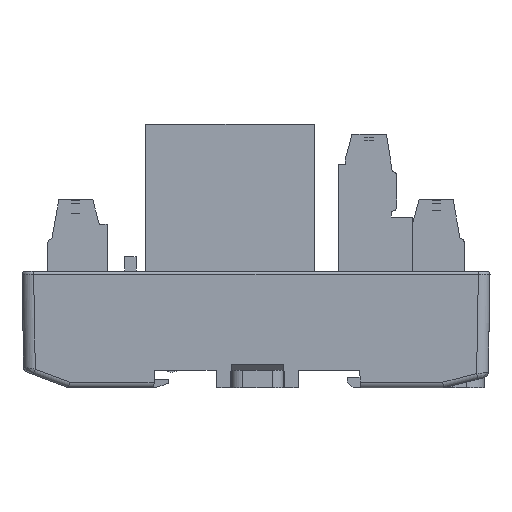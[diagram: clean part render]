
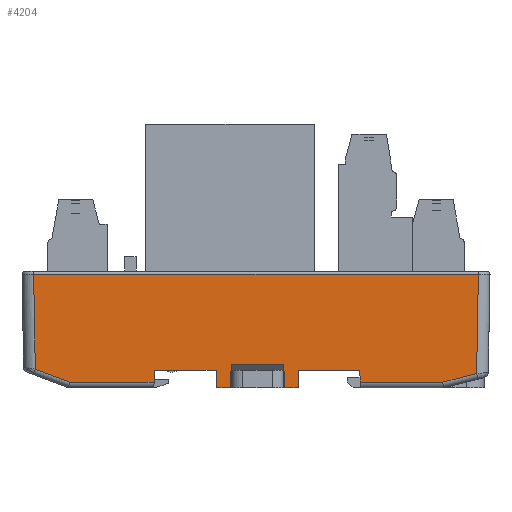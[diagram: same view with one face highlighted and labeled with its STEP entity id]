
A CAD part, front view. The second image highlights one B-rep face of the part: STEP entity #4204.
In plain terms, the highlighted planar face has unit normal (0, -1, -0.018).
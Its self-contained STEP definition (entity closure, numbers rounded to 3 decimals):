
#2130=FACE_OUTER_BOUND('',#17743,.T.);
#4204=ADVANCED_FACE('',(#2130),#6394,.T.);
#6394=PLANE('',#41565);
#8787=LINE('',#54811,#12982);
#8795=LINE('',#54831,#12990);
#8870=LINE('',#55002,#13065);
#9008=LINE('',#55335,#13203);
#9011=LINE('',#55341,#13206);
#9016=LINE('',#55353,#13211);
#9019=LINE('',#55358,#13214);
#9028=LINE('',#55378,#13223);
#9034=LINE('',#55389,#13229);
#9038=LINE('',#55404,#13233);
#9041=LINE('',#55454,#13236);
#9064=LINE('',#55518,#13259);
#9066=LINE('',#55526,#13261);
#9073=LINE('',#55542,#13268);
#9079=LINE('',#55554,#13274);
#9080=LINE('',#55558,#13275);
#9081=LINE('',#55560,#13276);
#9082=LINE('',#55561,#13277);
#12982=VECTOR('',#44513,1.);
#12990=VECTOR('',#44525,1.);
#13065=VECTOR('',#44632,1.);
#13203=VECTOR('',#44952,1.);
#13206=VECTOR('',#44957,1.);
#13211=VECTOR('',#44970,1.);
#13214=VECTOR('',#44977,1.);
#13223=VECTOR('',#44994,1.);
#13229=VECTOR('',#45002,1.);
#13233=VECTOR('',#45012,1.);
#13236=VECTOR('',#45035,1.);
#13259=VECTOR('',#45082,1.);
#13261=VECTOR('',#45092,1.);
#13268=VECTOR('',#45109,1.);
#13274=VECTOR('',#45123,1.);
#13275=VECTOR('',#45130,1.);
#13276=VECTOR('',#45131,1.);
#13277=VECTOR('',#45132,1.);
#17743=EDGE_LOOP('',(#21000,#21001,#21002,#21003,#21004,#21005,#21006,#21007,
#21008,#21009,#21010,#21011,#21012,#21013,#21014,#21015,#21016,#21017));
#21000=ORIENTED_EDGE('',*,*,#35684,.T.);
#21001=ORIENTED_EDGE('',*,*,#35693,.F.);
#21002=ORIENTED_EDGE('',*,*,#35687,.T.);
#21003=ORIENTED_EDGE('',*,*,#35426,.F.);
#21004=ORIENTED_EDGE('',*,*,#35728,.F.);
#21005=ORIENTED_EDGE('',*,*,#35761,.T.);
#21006=ORIENTED_EDGE('',*,*,#35784,.T.);
#21007=ORIENTED_EDGE('',*,*,#35785,.T.);
#21008=ORIENTED_EDGE('',*,*,#35520,.T.);
#21009=ORIENTED_EDGE('',*,*,#35717,.T.);
#21010=ORIENTED_EDGE('',*,*,#35765,.T.);
#21011=ORIENTED_EDGE('',*,*,#35782,.T.);
#21012=ORIENTED_EDGE('',*,*,#35775,.F.);
#21013=ORIENTED_EDGE('',*,*,#35436,.F.);
#21014=ORIENTED_EDGE('',*,*,#35696,.F.);
#21015=ORIENTED_EDGE('',*,*,#35712,.F.);
#21016=ORIENTED_EDGE('',*,*,#35706,.T.);
#21017=ORIENTED_EDGE('',*,*,#35786,.T.);
#31647=VERTEX_POINT('',#54810);
#31648=VERTEX_POINT('',#54812);
#31657=VERTEX_POINT('',#54830);
#31658=VERTEX_POINT('',#54832);
#31737=VERTEX_POINT('',#55001);
#31738=VERTEX_POINT('',#55003);
#31841=VERTEX_POINT('',#55334);
#31842=VERTEX_POINT('',#55336);
#31844=VERTEX_POINT('',#55342);
#31847=VERTEX_POINT('',#55359);
#31853=VERTEX_POINT('',#55377);
#31854=VERTEX_POINT('',#55379);
#31859=VERTEX_POINT('',#55403);
#31866=VERTEX_POINT('',#55453);
#31895=VERTEX_POINT('',#55517);
#31898=VERTEX_POINT('',#55527);
#31902=VERTEX_POINT('',#55543);
#31904=VERTEX_POINT('',#55559);
#35426=EDGE_CURVE('',#31647,#31648,#8787,.T.);
#35436=EDGE_CURVE('',#31657,#31658,#8795,.T.);
#35520=EDGE_CURVE('',#31738,#31737,#8870,.T.);
#35684=EDGE_CURVE('',#31842,#31841,#9008,.T.);
#35687=EDGE_CURVE('',#31844,#31648,#9011,.T.);
#35693=EDGE_CURVE('',#31844,#31841,#9016,.T.);
#35696=EDGE_CURVE('',#31847,#31657,#9019,.T.);
#35706=EDGE_CURVE('',#31854,#31853,#9028,.T.);
#35712=EDGE_CURVE('',#31854,#31847,#9034,.T.);
#35717=EDGE_CURVE('',#31737,#31859,#9038,.T.);
#35728=EDGE_CURVE('',#31866,#31647,#9041,.T.);
#35761=EDGE_CURVE('',#31866,#31895,#9064,.T.);
#35765=EDGE_CURVE('',#31859,#31898,#9066,.T.);
#35775=EDGE_CURVE('',#31658,#31902,#9073,.T.);
#35782=EDGE_CURVE('',#31898,#31902,#9079,.T.);
#35784=EDGE_CURVE('',#31895,#31904,#9080,.T.);
#35785=EDGE_CURVE('',#31904,#31738,#9081,.T.);
#35786=EDGE_CURVE('',#31853,#31842,#9082,.T.);
#41565=AXIS2_PLACEMENT_3D('',#55562,#45133,#45134);
#44513=DIRECTION('',(-1.,0.,0.));
#44525=DIRECTION('',(-1.,0.,0.));
#44632=DIRECTION('',(-1.,0.,0.));
#44952=DIRECTION('',(0.035,0.017,-0.999));
#44957=DIRECTION('',(0.035,-0.017,0.999));
#44970=DIRECTION('',(-1.,0.,0.));
#44977=DIRECTION('',(-0.035,-0.017,0.999));
#44994=DIRECTION('',(0.035,-0.017,0.999));
#45002=DIRECTION('',(-1.,0.,0.));
#45012=DIRECTION('',(0.017,0.017,-1.));
#45035=DIRECTION('',(-0.017,-0.017,1.));
#45082=DIRECTION('',(1.,0.,0.));
#45092=DIRECTION('',(0.936,0.006,-0.351));
#45109=DIRECTION('',(-0.017,0.017,-1.));
#45123=DIRECTION('',(1.,0.,0.));
#45130=DIRECTION('',(0.97,-0.004,0.243));
#45131=DIRECTION('',(0.017,-0.017,1.));
#45132=DIRECTION('',(1.,0.,0.));
#45133=DIRECTION('',(0.,-1.,-0.017));
#45134=DIRECTION('',(0.,0.017,-1.));
#54810=CARTESIAN_POINT('',(41.521,-54.32,-17.));
#54811=CARTESIAN_POINT('',(23.672,-54.32,-17.));
#54812=CARTESIAN_POINT('',(31.035,-54.32,-17.));
#54830=CARTESIAN_POINT('',(16.826,-54.32,-17.));
#54831=CARTESIAN_POINT('',(23.672,-54.32,-17.));
#54832=CARTESIAN_POINT('',(6.19,-54.32,-17.));
#55001=CARTESIAN_POINT('',(-14.528,-54.608,-0.512));
#55002=CARTESIAN_POINT('',(23.672,-54.608,-0.512));
#55003=CARTESIAN_POINT('',(61.873,-54.608,-0.512));
#55334=CARTESIAN_POINT('',(28.585,-54.267,-20.));
#55335=CARTESIAN_POINT('',(27.882,-54.619,0.15));
#55336=CARTESIAN_POINT('',(28.446,-54.337,-16.005));
#55341=CARTESIAN_POINT('',(30.924,-54.264,-20.175));
#55342=CARTESIAN_POINT('',(30.93,-54.267,-20.));
#55353=CARTESIAN_POINT('',(23.93,-54.267,-20.));
#55358=CARTESIAN_POINT('',(16.241,-54.612,-0.257));
#55359=CARTESIAN_POINT('',(16.93,-54.267,-20.));
#55377=CARTESIAN_POINT('',(19.415,-54.337,-16.005));
#55378=CARTESIAN_POINT('',(19.979,-54.619,0.132));
#55379=CARTESIAN_POINT('',(19.276,-54.267,-20.));
#55389=CARTESIAN_POINT('',(23.93,-54.267,-20.));
#55403=CARTESIAN_POINT('',(-14.244,-54.323,-16.809));
#55404=CARTESIAN_POINT('',(-14.526,-54.605,-0.664));
#55453=CARTESIAN_POINT('',(41.556,-54.285,-19.017));
#55454=CARTESIAN_POINT('',(41.532,-54.309,-17.628));
#55517=CARTESIAN_POINT('',(55.758,-54.285,-19.017));
#55518=CARTESIAN_POINT('',(23.672,-54.285,-19.017));
#55526=CARTESIAN_POINT('',(13.468,-54.142,-27.201));
#55527=CARTESIAN_POINT('',(-8.356,-54.285,-19.017));
#55542=CARTESIAN_POINT('',(6.492,-54.622,0.302));
#55543=CARTESIAN_POINT('',(6.154,-54.285,-19.017));
#55554=CARTESIAN_POINT('',(23.672,-54.285,-19.017));
#55558=CARTESIAN_POINT('',(30.037,-54.172,-25.448));
#55559=CARTESIAN_POINT('',(61.575,-54.31,-17.563));
#55560=CARTESIAN_POINT('',(61.882,-54.617,0.035));
#55561=CARTESIAN_POINT('',(23.672,-54.337,-16.005));
#55562=CARTESIAN_POINT('',(23.672,-54.616,0.003));
